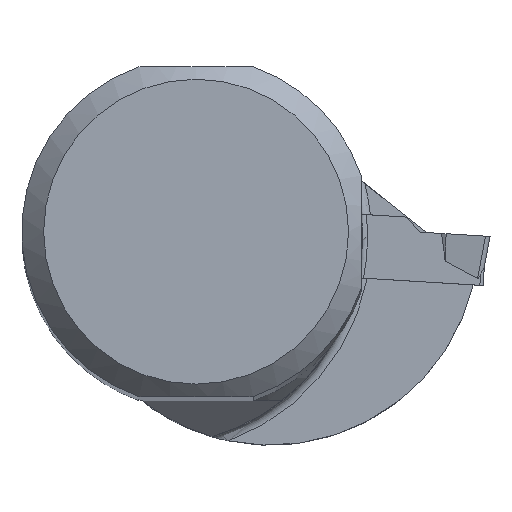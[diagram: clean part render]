
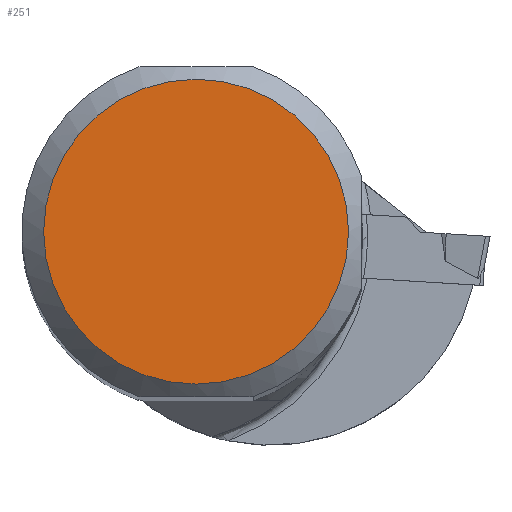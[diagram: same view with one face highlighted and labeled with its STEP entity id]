
A CAD part, top view. The second image highlights one B-rep face of the part: STEP entity #251.
In plain terms, the highlighted planar face has unit normal (0, 0, 1).
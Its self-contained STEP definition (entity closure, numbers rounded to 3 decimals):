
#251=ADVANCED_FACE('',(#359),#312,.F.);
#312=PLANE('',#1608);
#359=FACE_OUTER_BOUND('',#436,.T.);
#436=EDGE_LOOP('',(#644));
#503=CIRCLE('',#1598,13.875);
#644=ORIENTED_EDGE('',*,*,#1164,.T.);
#1004=VERTEX_POINT('',#2316);
#1164=EDGE_CURVE('',#1004,#1004,#503,.T.);
#1598=AXIS2_PLACEMENT_3D('',#2315,#1795,#1796);
#1608=AXIS2_PLACEMENT_3D('',#2340,#1817,#1818);
#1795=DIRECTION('',(0.,0.,1.));
#1796=DIRECTION('',(0.,1.,0.));
#1817=DIRECTION('',(0.,0.,-1.));
#1818=DIRECTION('',(0.,1.,0.));
#2315=CARTESIAN_POINT('',(0.,0.,0.));
#2316=CARTESIAN_POINT('',(0.,13.875,0.));
#2340=CARTESIAN_POINT('',(0.,0.,0.));
